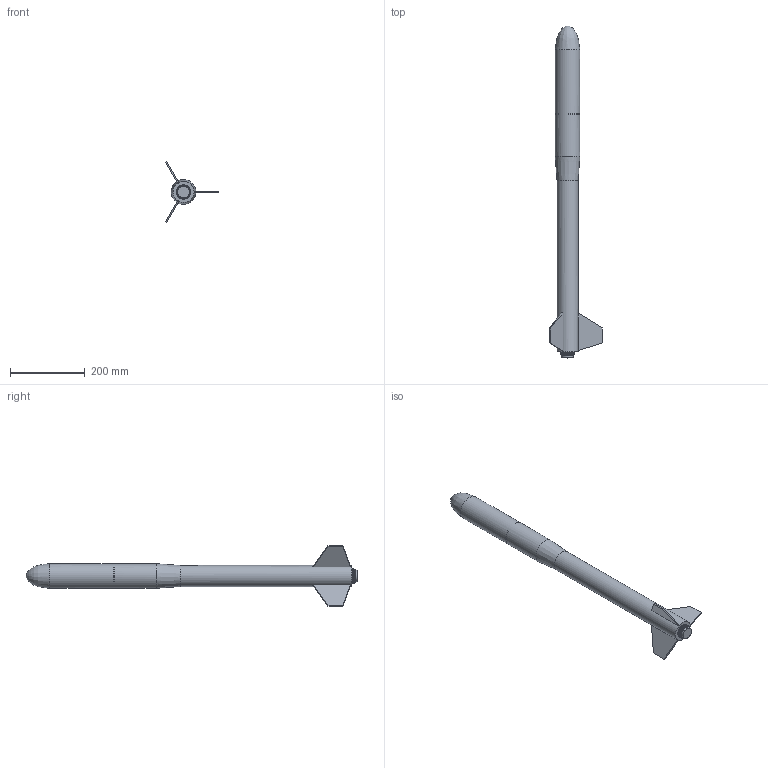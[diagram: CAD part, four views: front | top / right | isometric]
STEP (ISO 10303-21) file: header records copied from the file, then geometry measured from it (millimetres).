
FILE_DESCRIPTION(/* description */ (''),/* implementation_level */ '2;1');
FILE_NAME(/* name */ 'Simplified No Flaps.stp',/* time_stamp */ '2021-12-14T19:44:14-06:00',/* author */ ('judso'),/* organization */ (''),/* preprocessor_version */ 'ST-DEVELOPER v18.1',/* originating_system */ 'Autodesk Inventor 2022',/* authorisation */ '');
FILE_SCHEMA (('AUTOMOTIVE_DESIGN { 1 0 10303 214 3 1 1 }'));
Length unit declared in the file: millimetre
Products named in the file (1): Simplified No Flaps
Bounding box: 141.11 x 887.1 x 162.94 mm (x, y, z)
Volume: 2501396 mm3; surface area: 196580.5 mm2
Topology: 1 solids, 1 shells, 4092 faces, 6735 edges, 2650 vertices
Faces by surface type: plane 4084, cylinder 6, bspline 1, cone 1
Full cylindrical faces by diameter (mm): 31.242 x1, 56.3 x1, 66 x1
Entity records: 89475 total; most frequent: DIRECTION 14940, CARTESIAN_POINT 13545, ORIENTED_EDGE 13468, EDGE_CURVE 6734, LINE 6710, VECTOR 6710, AXIS2_PLACEMENT_3D 4115, EDGE_LOOP 4098
